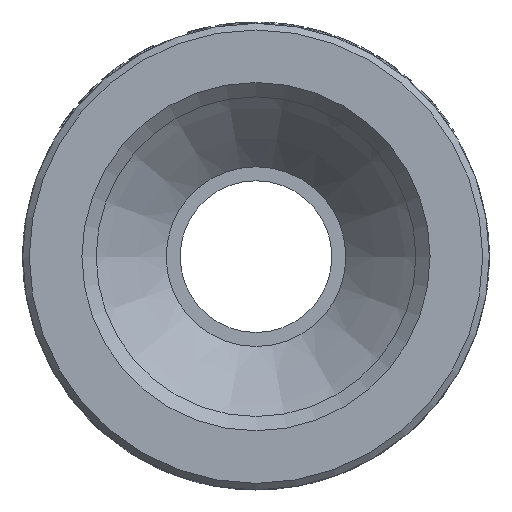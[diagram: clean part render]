
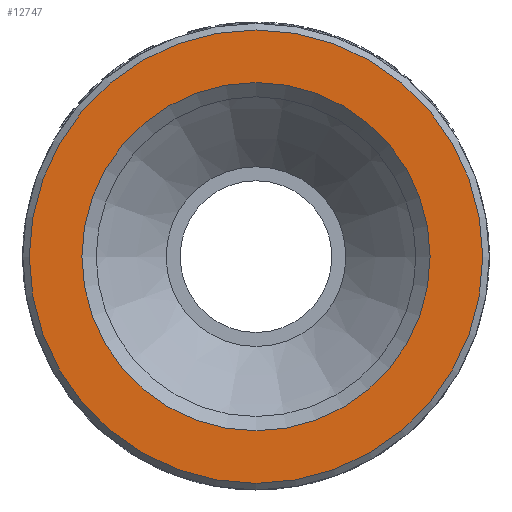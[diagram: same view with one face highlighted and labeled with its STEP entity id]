
A CAD part, front view. The second image highlights one B-rep face of the part: STEP entity #12747.
In plain terms, the highlighted planar face has unit normal (0, -1, 0).
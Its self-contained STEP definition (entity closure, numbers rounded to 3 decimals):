
#2297 = FACE_BOUND ( 'NONE', #5477, .T. ) ;
#2374 = FACE_OUTER_BOUND ( 'NONE', #5594, .T. ) ;
#5311 = DIRECTION ( 'NONE',  ( 0., -1., 0. ) ) ;
#5312 = DIRECTION ( 'NONE',  ( 0., 0., -1. ) ) ;
#5313 = CARTESIAN_POINT ( 'NONE',  ( 0., -19., 0. ) ) ;
#5317 = PLANE ( 'NONE',  #9926 ) ;
#5477 = EDGE_LOOP ( 'NONE', ( #6414 ) ) ;
#5594 = EDGE_LOOP ( 'NONE', ( #5711 ) ) ;
#5711 = ORIENTED_EDGE ( 'NONE', *, *, #10117, .T. ) ;
#6414 = ORIENTED_EDGE ( 'NONE', *, *, #10033, .F. ) ;
#6814 = CIRCLE ( 'NONE', #10243, 17.1 ) ;
#8205 = AXIS2_PLACEMENT_3D ( 'NONE', #16690, #16688, #16686 ) ;
#9926 = AXIS2_PLACEMENT_3D ( 'NONE', #5313, #5311, #5312 ) ;
#10033 = EDGE_CURVE ( 'NONE', #11321, #11321, #12107, .T. ) ;
#10117 = EDGE_CURVE ( 'NONE', #11323, #11323, #6814, .T. ) ;
#10243 = AXIS2_PLACEMENT_3D ( 'NONE', #18496, #18488, #18487 ) ;
#11321 = VERTEX_POINT ( 'NONE', #12978 ) ;
#11323 = VERTEX_POINT ( 'NONE', #12975 ) ;
#12107 = CIRCLE ( 'NONE', #8205, 13.134 ) ;
#12747 = ADVANCED_FACE ( 'NONE', ( #2374, #2297 ), #5317, .T. ) ;
#12975 = CARTESIAN_POINT ( 'NONE',  ( 17.1, -19., 0. ) ) ;
#12978 = CARTESIAN_POINT ( 'NONE',  ( 13.134, -19., 0. ) ) ;
#16686 = DIRECTION ( 'NONE',  ( 1., 0., 0. ) ) ;
#16688 = DIRECTION ( 'NONE',  ( 0., -1., 0. ) ) ;
#16690 = CARTESIAN_POINT ( 'NONE',  ( 0., -19., 0. ) ) ;
#18487 = DIRECTION ( 'NONE',  ( 1., 0., 0. ) ) ;
#18488 = DIRECTION ( 'NONE',  ( 0., -1., 0. ) ) ;
#18496 = CARTESIAN_POINT ( 'NONE',  ( 0., -19., 0. ) ) ;
